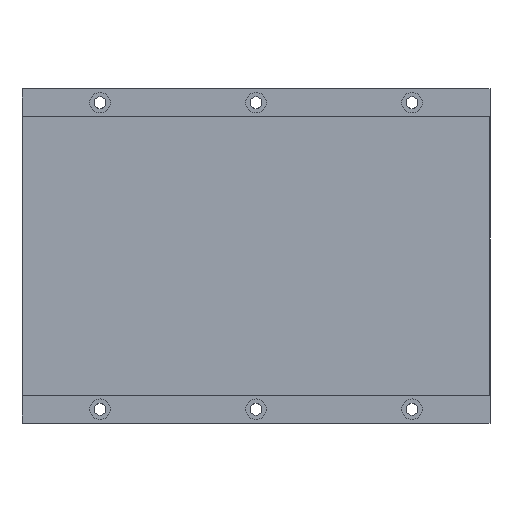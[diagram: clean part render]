
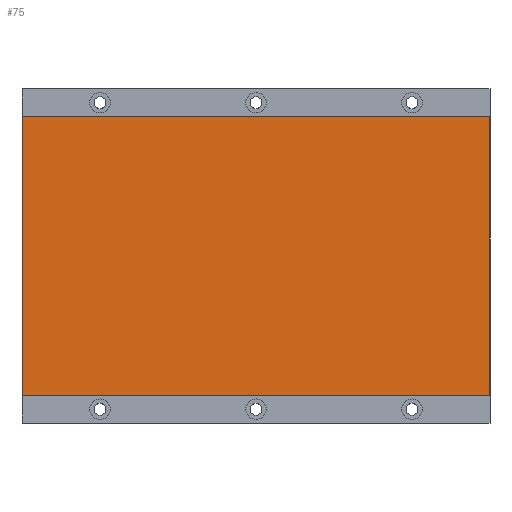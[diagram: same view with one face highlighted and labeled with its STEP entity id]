
A CAD part, top view. The second image highlights one B-rep face of the part: STEP entity #75.
In plain terms, the highlighted planar face has unit normal (0, 0, 1).
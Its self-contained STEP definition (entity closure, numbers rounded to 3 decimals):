
#6 = VECTOR ( 'NONE', #927, 1000. ) ;
#74 = VECTOR ( 'NONE', #1052, 1000. ) ;
#75 = ADVANCED_FACE ( 'NONE', ( #699 ), #498, .T. ) ;
#77 = LINE ( 'NONE', #955, #319 ) ;
#192 = ORIENTED_EDGE ( 'NONE', *, *, #535, .T. ) ;
#201 = ORIENTED_EDGE ( 'NONE', *, *, #946, .T. ) ;
#221 = CARTESIAN_POINT ( 'NONE',  ( 126., 75.2, 13.7 ) ) ;
#224 = CARTESIAN_POINT ( 'NONE',  ( -126., -75.2, 13.7 ) ) ;
#228 = AXIS2_PLACEMENT_3D ( 'NONE', #1100, #903, #713 ) ;
#288 = ORIENTED_EDGE ( 'NONE', *, *, #403, .T. ) ;
#319 = VECTOR ( 'NONE', #764, 1000. ) ;
#386 = CARTESIAN_POINT ( 'NONE',  ( -126., 75.2, 13.7 ) ) ;
#403 = EDGE_CURVE ( 'NONE', #450, #783, #1035, .T. ) ;
#450 = VERTEX_POINT ( 'NONE', #841 ) ;
#492 = EDGE_LOOP ( 'NONE', ( #201, #192, #1216, #288 ) ) ;
#498 = PLANE ( 'NONE',  #228 ) ;
#508 = EDGE_CURVE ( 'NONE', #1279, #450, #1083, .T. ) ;
#535 = EDGE_CURVE ( 'NONE', #1088, #1279, #77, .T. ) ;
#629 = VECTOR ( 'NONE', #1259, 1000. ) ;
#699 = FACE_OUTER_BOUND ( 'NONE', #492, .T. ) ;
#713 = DIRECTION ( 'NONE',  ( 1., 0., 0. ) ) ;
#764 = DIRECTION ( 'NONE',  ( -1., 0., 0. ) ) ;
#783 = VERTEX_POINT ( 'NONE', #1187 ) ;
#836 = CARTESIAN_POINT ( 'NONE',  ( -126., 75.2, 13.7 ) ) ;
#841 = CARTESIAN_POINT ( 'NONE',  ( -126., -75.2, 13.7 ) ) ;
#903 = DIRECTION ( 'NONE',  ( 0., 0., 1. ) ) ;
#927 = DIRECTION ( 'NONE',  ( 0., 1., 0. ) ) ;
#946 = EDGE_CURVE ( 'NONE', #783, #1088, #1222, .T. ) ;
#955 = CARTESIAN_POINT ( 'NONE',  ( -126., 75.2, 13.7 ) ) ;
#1035 = LINE ( 'NONE', #224, #74 ) ;
#1052 = DIRECTION ( 'NONE',  ( 1., 0., 0. ) ) ;
#1083 = LINE ( 'NONE', #386, #629 ) ;
#1088 = VERTEX_POINT ( 'NONE', #1154 ) ;
#1100 = CARTESIAN_POINT ( 'NONE',  ( 0., 0., 13.7 ) ) ;
#1154 = CARTESIAN_POINT ( 'NONE',  ( 126., 75.2, 13.7 ) ) ;
#1187 = CARTESIAN_POINT ( 'NONE',  ( 126., -75.2, 13.7 ) ) ;
#1216 = ORIENTED_EDGE ( 'NONE', *, *, #508, .T. ) ;
#1222 = LINE ( 'NONE', #221, #6 ) ;
#1259 = DIRECTION ( 'NONE',  ( 0., -1., 0. ) ) ;
#1279 = VERTEX_POINT ( 'NONE', #836 ) ;
